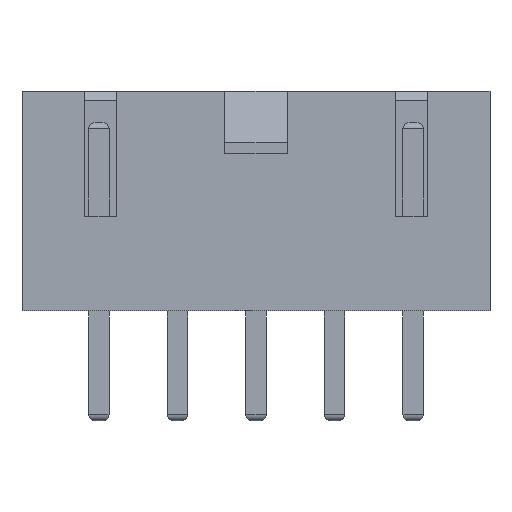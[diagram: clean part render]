
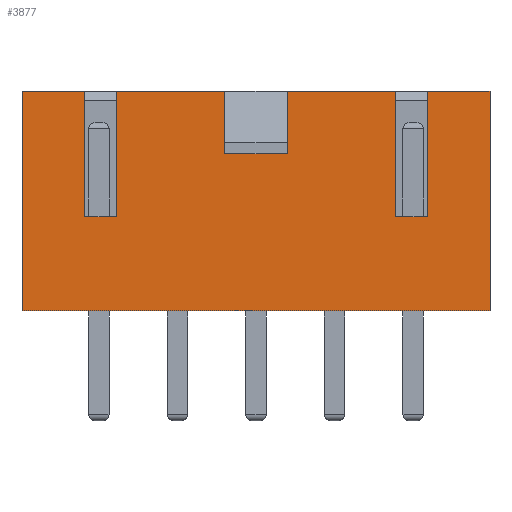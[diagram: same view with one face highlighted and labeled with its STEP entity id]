
A CAD part, front view. The second image highlights one B-rep face of the part: STEP entity #3877.
In plain terms, the highlighted planar face has unit normal (0, -1, 0).
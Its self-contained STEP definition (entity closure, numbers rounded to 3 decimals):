
#3857=AXIS2_PLACEMENT_3D('Plane Axis2P3D',#3854,#3855,#3856) ;
#57=CARTESIAN_POINT('Vertex',(5.45,-2.9,3.)) ;
#60=CARTESIAN_POINT('Line Origine',(5.45,-2.9,5.)) ;
#64=CARTESIAN_POINT('Vertex',(5.45,-2.9,7.)) ;
#85=CARTESIAN_POINT('Line Origine',(6.45,-2.9,7.)) ;
#89=CARTESIAN_POINT('Vertex',(7.45,-2.9,7.)) ;
#110=CARTESIAN_POINT('Vertex',(-7.45,-2.9,7.)) ;
#113=CARTESIAN_POINT('Line Origine',(-6.45,-2.9,7.)) ;
#117=CARTESIAN_POINT('Vertex',(-5.45,-2.9,7.)) ;
#224=CARTESIAN_POINT('Line Origine',(7.45,-2.9,3.5)) ;
#228=CARTESIAN_POINT('Vertex',(7.45,-2.9,0.)) ;
#292=CARTESIAN_POINT('Vertex',(-7.45,-2.9,0.)) ;
#295=CARTESIAN_POINT('Line Origine',(-7.45,-2.9,3.5)) ;
#314=CARTESIAN_POINT('Line Origine',(-5.45,-2.9,5.)) ;
#318=CARTESIAN_POINT('Vertex',(-5.45,-2.9,3.)) ;
#358=CARTESIAN_POINT('Line Origine',(0.,-2.9,0.)) ;
#562=CARTESIAN_POINT('Line Origine',(-4.95,-2.9,3.)) ;
#566=CARTESIAN_POINT('Vertex',(-4.45,-2.9,3.)) ;
#974=CARTESIAN_POINT('Line Origine',(-4.45,-2.9,5.)) ;
#978=CARTESIAN_POINT('Vertex',(-4.45,-2.9,7.)) ;
#1015=CARTESIAN_POINT('Line Origine',(-2.725,-2.9,7.)) ;
#1019=CARTESIAN_POINT('Vertex',(-1.,-2.9,7.)) ;
#1026=CARTESIAN_POINT('Vertex',(1.,-2.9,7.)) ;
#1029=CARTESIAN_POINT('Line Origine',(2.725,-2.9,7.)) ;
#1033=CARTESIAN_POINT('Vertex',(4.45,-2.9,7.)) ;
#1081=CARTESIAN_POINT('Line Origine',(4.45,-2.9,5.)) ;
#1085=CARTESIAN_POINT('Vertex',(4.45,-2.9,3.)) ;
#3337=CARTESIAN_POINT('Vertex',(1.,-2.9,5.)) ;
#3340=CARTESIAN_POINT('Line Origine',(1.,-2.9,6.)) ;
#3366=CARTESIAN_POINT('Vertex',(-1.,-2.9,5.)) ;
#3369=CARTESIAN_POINT('Line Origine',(0.,-2.9,5.)) ;
#3386=CARTESIAN_POINT('Line Origine',(-1.,-2.9,6.)) ;
#3842=CARTESIAN_POINT('Line Origine',(4.95,-2.9,3.)) ;
#3854=CARTESIAN_POINT('Axis2P3D Location',(7.45,-2.9,0.)) ;
#61=DIRECTION('Vector Direction',(0.,0.,-1.)) ;
#86=DIRECTION('Vector Direction',(-1.,0.,0.)) ;
#114=DIRECTION('Vector Direction',(-1.,0.,0.)) ;
#225=DIRECTION('Vector Direction',(0.,0.,1.)) ;
#296=DIRECTION('Vector Direction',(0.,0.,1.)) ;
#315=DIRECTION('Vector Direction',(0.,0.,-1.)) ;
#359=DIRECTION('Vector Direction',(-1.,0.,0.)) ;
#563=DIRECTION('Vector Direction',(1.,0.,0.)) ;
#975=DIRECTION('Vector Direction',(0.,0.,1.)) ;
#1016=DIRECTION('Vector Direction',(-1.,0.,0.)) ;
#1030=DIRECTION('Vector Direction',(-1.,0.,0.)) ;
#1082=DIRECTION('Vector Direction',(0.,0.,1.)) ;
#3341=DIRECTION('Vector Direction',(0.,0.,1.)) ;
#3370=DIRECTION('Vector Direction',(-1.,0.,0.)) ;
#3387=DIRECTION('Vector Direction',(0.,0.,-1.)) ;
#3843=DIRECTION('Vector Direction',(-1.,0.,0.)) ;
#3855=DIRECTION('Axis2P3D Direction',(0.,1.,-0.)) ;
#3856=DIRECTION('Axis2P3D XDirection',(-1.,0.,0.)) ;
#62=VECTOR('Line Direction',#61,1.) ;
#87=VECTOR('Line Direction',#86,1.) ;
#115=VECTOR('Line Direction',#114,1.) ;
#226=VECTOR('Line Direction',#225,1.) ;
#297=VECTOR('Line Direction',#296,1.) ;
#316=VECTOR('Line Direction',#315,1.) ;
#360=VECTOR('Line Direction',#359,1.) ;
#564=VECTOR('Line Direction',#563,1.) ;
#976=VECTOR('Line Direction',#975,1.) ;
#1017=VECTOR('Line Direction',#1016,1.) ;
#1031=VECTOR('Line Direction',#1030,1.) ;
#1083=VECTOR('Line Direction',#1082,1.) ;
#3342=VECTOR('Line Direction',#3341,1.) ;
#3371=VECTOR('Line Direction',#3370,1.) ;
#3388=VECTOR('Line Direction',#3387,1.) ;
#3844=VECTOR('Line Direction',#3843,1.) ;
#3860=ORIENTED_EDGE('',*,*,#66,.T.) ;
#3861=ORIENTED_EDGE('',*,*,#3846,.T.) ;
#3862=ORIENTED_EDGE('',*,*,#1087,.T.) ;
#3863=ORIENTED_EDGE('',*,*,#1035,.F.) ;
#3864=ORIENTED_EDGE('',*,*,#3344,.F.) ;
#3865=ORIENTED_EDGE('',*,*,#3373,.F.) ;
#3866=ORIENTED_EDGE('',*,*,#3390,.F.) ;
#3867=ORIENTED_EDGE('',*,*,#1021,.F.) ;
#3868=ORIENTED_EDGE('',*,*,#980,.F.) ;
#3869=ORIENTED_EDGE('',*,*,#568,.F.) ;
#3870=ORIENTED_EDGE('',*,*,#320,.F.) ;
#3871=ORIENTED_EDGE('',*,*,#119,.F.) ;
#3872=ORIENTED_EDGE('',*,*,#299,.F.) ;
#3873=ORIENTED_EDGE('',*,*,#362,.T.) ;
#3874=ORIENTED_EDGE('',*,*,#230,.T.) ;
#3875=ORIENTED_EDGE('',*,*,#91,.F.) ;
#3877=ADVANCED_FACE('PartBody',(#3876),#3858,.F.) ;
#66=EDGE_CURVE('',#65,#58,#63,.T.) ;
#91=EDGE_CURVE('',#65,#90,#88,.F.) ;
#119=EDGE_CURVE('',#111,#118,#116,.F.) ;
#230=EDGE_CURVE('',#229,#90,#227,.T.) ;
#299=EDGE_CURVE('',#293,#111,#298,.T.) ;
#320=EDGE_CURVE('',#118,#319,#317,.T.) ;
#362=EDGE_CURVE('',#293,#229,#361,.F.) ;
#568=EDGE_CURVE('',#319,#567,#565,.T.) ;
#980=EDGE_CURVE('',#567,#979,#977,.T.) ;
#1021=EDGE_CURVE('',#979,#1020,#1018,.F.) ;
#1035=EDGE_CURVE('',#1027,#1034,#1032,.F.) ;
#1087=EDGE_CURVE('',#1086,#1034,#1084,.T.) ;
#3344=EDGE_CURVE('',#3338,#1027,#3343,.T.) ;
#3373=EDGE_CURVE('',#3367,#3338,#3372,.F.) ;
#3390=EDGE_CURVE('',#1020,#3367,#3389,.T.) ;
#3846=EDGE_CURVE('',#58,#1086,#3845,.T.) ;
#3859=EDGE_LOOP('',(#3860,#3861,#3862,#3863,#3864,#3865,#3866,#3867,#3868,#3869,#3870,#3871,#3872,#3873,#3874,#3875)) ;
#3876=FACE_OUTER_BOUND('',#3859,.T.) ;
#63=LINE('Line',#60,#62) ;
#88=LINE('Line',#85,#87) ;
#116=LINE('Line',#113,#115) ;
#227=LINE('Line',#224,#226) ;
#298=LINE('Line',#295,#297) ;
#317=LINE('Line',#314,#316) ;
#361=LINE('Line',#358,#360) ;
#565=LINE('Line',#562,#564) ;
#977=LINE('Line',#974,#976) ;
#1018=LINE('Line',#1015,#1017) ;
#1032=LINE('Line',#1029,#1031) ;
#1084=LINE('Line',#1081,#1083) ;
#3343=LINE('Line',#3340,#3342) ;
#3372=LINE('Line',#3369,#3371) ;
#3389=LINE('Line',#3386,#3388) ;
#3845=LINE('Line',#3842,#3844) ;
#3858=PLANE('',#3857) ;
#58=VERTEX_POINT('',#57) ;
#65=VERTEX_POINT('',#64) ;
#90=VERTEX_POINT('',#89) ;
#111=VERTEX_POINT('',#110) ;
#118=VERTEX_POINT('',#117) ;
#229=VERTEX_POINT('',#228) ;
#293=VERTEX_POINT('',#292) ;
#319=VERTEX_POINT('',#318) ;
#567=VERTEX_POINT('',#566) ;
#979=VERTEX_POINT('',#978) ;
#1020=VERTEX_POINT('',#1019) ;
#1027=VERTEX_POINT('',#1026) ;
#1034=VERTEX_POINT('',#1033) ;
#1086=VERTEX_POINT('',#1085) ;
#3338=VERTEX_POINT('',#3337) ;
#3367=VERTEX_POINT('',#3366) ;
